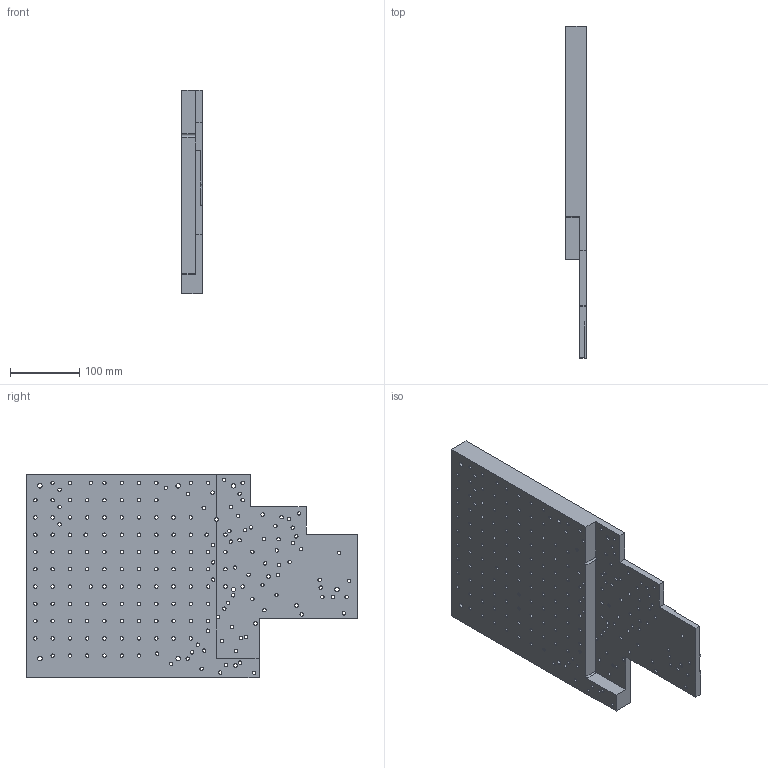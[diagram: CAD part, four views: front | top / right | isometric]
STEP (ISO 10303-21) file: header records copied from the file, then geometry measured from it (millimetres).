
FILE_DESCRIPTION (( 'STEP AP203' ), '1' );
FILE_NAME ('11_baseBoard.STEP', '2021-11-03T13:09:40', ( '' ), ( '' ), 'SwSTEP 2.0', 'SolidWorks 2020', '' );
FILE_SCHEMA (( 'CONFIG_CONTROL_DESIGN' ));
Length unit declared in the file: millimetre
Products named in the file (1): 11_baseBoard
Bounding box: 30 x 480 x 295 mm (x, y, z)
Volume: 2736692.6 mm3; surface area: 352276.4 mm2
Topology: 1 solids, 1 shells, 826 faces, 2368 edges, 1459 vertices
Faces by surface type: cylinder 560, cone 142, plane 124
Entity records: 27291 total; most frequent: DIRECTION 5064, CARTESIAN_POINT 4512, ORIENTED_EDGE 4452, EDGE_CURVE 2226, AXIS2_PLACEMENT_3D 2011, VERTEX_POINT 1459, EDGE_LOOP 1283, CIRCLE 1184
